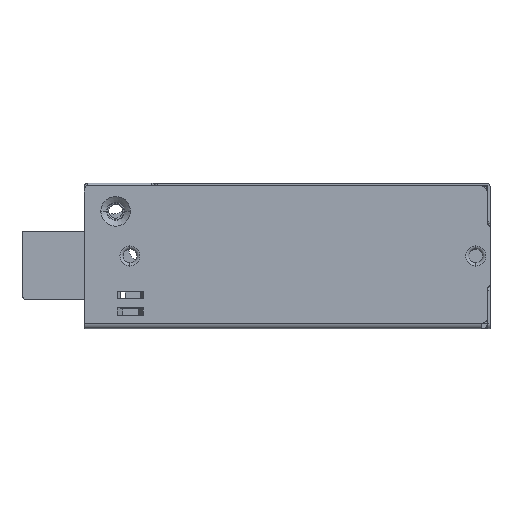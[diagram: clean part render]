
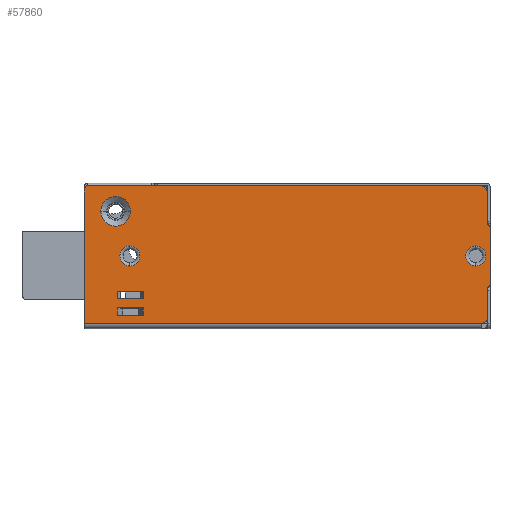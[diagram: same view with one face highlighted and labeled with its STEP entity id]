
A CAD part, front view. The second image highlights one B-rep face of the part: STEP entity #57860.
In plain terms, the highlighted planar face has unit normal (0, -1, 0).
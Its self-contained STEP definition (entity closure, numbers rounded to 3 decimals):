
#46270=CARTESIAN_POINT('',(12.36,44.812,-24.98)
);
#46280=VERTEX_POINT('',#46270);
#46310=CARTESIAN_POINT('',(12.36,44.812,-26.38)
);
#46320=DIRECTION('',(0.,0.,1.));
#46330=VECTOR('',#46320,1.);
#46340=LINE('',#46310,#46330);
#46350=CARTESIAN_POINT('',(12.36,44.812,-26.38)
);
#46360=VERTEX_POINT('',#46350);
#46370=EDGE_CURVE('',#46360,#46280,#46340,.T.);
#47370=CARTESIAN_POINT('',(7.36,44.812,-26.38)
);
#47380=VERTEX_POINT('',#47370);
#47410=CARTESIAN_POINT('',(7.36,44.812,-24.98)
);
#47420=DIRECTION('',(0.,0.,-1.));
#47430=VECTOR('',#47420,1.);
#47440=LINE('',#47410,#47430);
#47450=CARTESIAN_POINT('',(7.36,44.812,-24.98)
);
#47460=VERTEX_POINT('',#47450);
#47470=EDGE_CURVE('',#47460,#47380,#47440,.T.);
#50970=CARTESIAN_POINT('',(79.01,44.812,-20.5));
#50980=VERTEX_POINT('',#50970);
#51010=CARTESIAN_POINT('',(79.01,44.812,-9.5));
#51020=DIRECTION('',(0.,0.,-1.));
#51030=VECTOR('',#51020,1.);
#51040=LINE('',#51010,#51030);
#51050=CARTESIAN_POINT('',(79.01,44.812,-9.5));
#51060=VERTEX_POINT('',#51050);
#51070=EDGE_CURVE('',#51060,#50980,#51040,.T.);
#51290=CARTESIAN_POINT('',(78.51,44.812,-21.));
#51300=VERTEX_POINT('',#51290);
#51330=CARTESIAN_POINT('',(78.51,44.812,-20.5));
#51340=DIRECTION('',(0.,-1.,-0.));
#51350=DIRECTION('',(0.,0.,-1.));
#51360=AXIS2_PLACEMENT_3D('',#51330,#51340,#51350);
#51370=CIRCLE('',#51360,0.5);
#51380=EDGE_CURVE('',#51300,#50980,#51370,.T.);
#51490=CARTESIAN_POINT('',(78.51,44.812,-21.));
#51500=DIRECTION('',(0.,0.,-1.));
#51510=VECTOR('',#51500,1.);
#51520=LINE('',#51490,#51510);
#51530=CARTESIAN_POINT('',(78.51,44.812,-26.9));
#51540=VERTEX_POINT('',#51530);
#51550=EDGE_CURVE('',#51300,#51540,#51520,.T.);
#51980=CARTESIAN_POINT('',(77.51,44.812,-26.9));
#51990=DIRECTION('',(0.,-1.,0.));
#52000=DIRECTION('',(0.,0.,-1.));
#52010=AXIS2_PLACEMENT_3D('',#51980,#51990,#52000);
#52020=CIRCLE('',#52010,1.);
#52030=CARTESIAN_POINT('',(77.51,44.812,-27.9));
#52040=VERTEX_POINT('',#52030);
#52050=EDGE_CURVE('',#52040,#51540,#52020,.T.);
#52340=CARTESIAN_POINT('',(77.41,44.812,-27.9));
#52350=VERTEX_POINT('',#52340);
#52380=CARTESIAN_POINT('',(77.51,44.812,-27.9));
#52390=DIRECTION('',(-1.,0.,0.));
#52400=VECTOR('',#52390,1.);
#52410=LINE('',#52380,#52400);
#52420=EDGE_CURVE('',#52040,#52350,#52410,.T.);
#55330=CARTESIAN_POINT('',(1.01,44.812,-2.5));
#55340=VERTEX_POINT('',#55330);
#55370=CARTESIAN_POINT('',(1.01,44.812,-27.9));
#55380=DIRECTION('',(0.,0.,1.));
#55390=VECTOR('',#55380,1.);
#55400=LINE('',#55370,#55390);
#55410=CARTESIAN_POINT('',(1.01,44.812,-27.9));
#55420=VERTEX_POINT('',#55410);
#55430=EDGE_CURVE('',#55420,#55340,#55400,.T.);
#55770=CARTESIAN_POINT('',(2.51,44.812,-2.5));
#55780=DIRECTION('',(0.,-1.,0.));
#55790=DIRECTION('',(-0.745,0.,0.667));
#55800=AXIS2_PLACEMENT_3D('',#55770,#55780,#55790);
#55810=CIRCLE('',#55800,1.5);
#55820=CARTESIAN_POINT('',(1.392,44.812,-1.5));
#55830=VERTEX_POINT('',#55820);
#55840=EDGE_CURVE('',#55830,#55340,#55810,.T.);
#56330=CARTESIAN_POINT('',(77.01,44.812,-1.5));
#56340=VERTEX_POINT('',#56330);
#56370=CARTESIAN_POINT('',(1.392,44.812,-1.5));
#56380=DIRECTION('',(1.,0.,0.));
#56390=VECTOR('',#56380,1.);
#56400=LINE('',#56370,#56390);
#56410=EDGE_CURVE('',#55830,#56340,#56400,.T.);
#56460=CARTESIAN_POINT('',(59.096,44.812,-77.942)
);
#56470=DIRECTION('',(0.,-1.,0.));
#56480=DIRECTION('',(-1.,0.,0.));
#56490=AXIS2_PLACEMENT_3D('',#56460,#56470,#56480);
#56500=PLANE('',#56490);
#56510=ORIENTED_EDGE('',*,*,#55430,.F.);
#56520=ORIENTED_EDGE('',*,*,#55840,.T.);
#56530=ORIENTED_EDGE('',*,*,#56410,.F.);
#56540=CARTESIAN_POINT('',(77.01,44.812,-3.));
#56550=DIRECTION('',(0.,-1.,0.));
#56560=DIRECTION('',(1.,0.,0.));
#56570=AXIS2_PLACEMENT_3D('',#56540,#56550,#56560);
#56580=CIRCLE('',#56570,1.5);
#56590=CARTESIAN_POINT('',(78.51,44.812,-3.));
#56600=VERTEX_POINT('',#56590);
#56610=EDGE_CURVE('',#56600,#56340,#56580,.T.);
#56620=ORIENTED_EDGE('',*,*,#56610,.T.);
#56630=CARTESIAN_POINT('',(78.51,44.812,-3.));
#56640=DIRECTION('',(0.,0.,-1.));
#56650=VECTOR('',#56640,1.);
#56660=LINE('',#56630,#56650);
#56670=CARTESIAN_POINT('',(78.51,44.812,-9.));
#56680=VERTEX_POINT('',#56670);
#56690=EDGE_CURVE('',#56600,#56680,#56660,.T.);
#56700=ORIENTED_EDGE('',*,*,#56690,.F.);
#56710=CARTESIAN_POINT('',(78.51,44.812,-9.5));
#56720=DIRECTION('',(0.,-1.,0.));
#56730=DIRECTION('',(1.,0.,0.));
#56740=AXIS2_PLACEMENT_3D('',#56710,#56720,#56730);
#56750=CIRCLE('',#56740,0.5);
#56760=EDGE_CURVE('',#51060,#56680,#56750,.T.);
#56770=ORIENTED_EDGE('',*,*,#56760,.T.);
#56780=ORIENTED_EDGE('',*,*,#51070,.F.);
#56790=ORIENTED_EDGE('',*,*,#51380,.T.);
#56800=ORIENTED_EDGE('',*,*,#51550,.F.);
#56810=ORIENTED_EDGE('',*,*,#52050,.T.);
#56820=ORIENTED_EDGE('',*,*,#52420,.F.);
#56830=CARTESIAN_POINT('',(77.41,44.812,-27.9));
#56840=DIRECTION('',(-1.,0.,0.));
#56850=VECTOR('',#56840,1.);
#56860=LINE('',#56830,#56850);
#56870=EDGE_CURVE('',#52350,#55420,#56860,.T.);
#56880=ORIENTED_EDGE('',*,*,#56870,.F.);
#56890=EDGE_LOOP('',(#56880,#56820,#56810,#56800,#56790,#56780,#56770,
#56700,#56620,#56530,#56520,#56510));
#56900=FACE_OUTER_BOUND('',#56890,.T.);
#56910=CARTESIAN_POINT('',(9.76,44.812,-15.));
#56920=DIRECTION('',(-0.,1.,0.));
#56930=DIRECTION('',(0.,0.,1.));
#56940=AXIS2_PLACEMENT_3D('',#56910,#56920,#56930);
#56950=CIRCLE('',#56940,1.925);
#56960=CARTESIAN_POINT('',(9.76,44.812,-13.075));
#56970=VERTEX_POINT('',#56960);
#56980=CARTESIAN_POINT('',(9.76,44.812,-16.925));
#56990=VERTEX_POINT('',#56980);
#57000=EDGE_CURVE('',#56970,#56990,#56950,.T.);
#57010=ORIENTED_EDGE('',*,*,#57000,.T.);
#57020=EDGE_CURVE('',#56990,#56970,#56950,.T.);
#57030=ORIENTED_EDGE('',*,*,#57020,.T.);
#57040=EDGE_LOOP('',(#57030,#57010));
#57050=FACE_BOUND('',#57040,.T.);
#57060=CARTESIAN_POINT('',(12.36,44.812,-26.38)
);
#57070=DIRECTION('',(-1.,0.,0.));
#57080=VECTOR('',#57070,1.);
#57090=LINE('',#57060,#57080);
#57100=EDGE_CURVE('',#46360,#47380,#57090,.T.);
#57110=ORIENTED_EDGE('',*,*,#57100,.T.);
#57120=ORIENTED_EDGE('',*,*,#46370,.F.);
#57130=CARTESIAN_POINT('',(7.36,44.812,-24.98)
);
#57140=DIRECTION('',(1.,0.,0.));
#57150=VECTOR('',#57140,1.);
#57160=LINE('',#57130,#57150);
#57170=EDGE_CURVE('',#47460,#46280,#57160,.T.);
#57180=ORIENTED_EDGE('',*,*,#57170,.T.);
#57190=ORIENTED_EDGE('',*,*,#47470,.F.);
#57200=EDGE_LOOP('',(#57190,#57180,#57120,#57110));
#57210=FACE_BOUND('',#57200,.T.);
#57220=CARTESIAN_POINT('',(7.36,44.812,-21.8)
);
#57230=DIRECTION('',(1.,0.,0.));
#57240=VECTOR('',#57230,1.);
#57250=LINE('',#57220,#57240);
#57260=CARTESIAN_POINT('',(7.36,44.812,-21.8)
);
#57270=VERTEX_POINT('',#57260);
#57280=CARTESIAN_POINT('',(12.36,44.812,-21.8)
);
#57290=VERTEX_POINT('',#57280);
#57300=EDGE_CURVE('',#57270,#57290,#57250,.T.);
#57310=ORIENTED_EDGE('',*,*,#57300,.T.);
#57320=CARTESIAN_POINT('',(7.36,44.812,-21.8)
);
#57330=DIRECTION('',(0.,0.,-1.));
#57340=VECTOR('',#57330,1.);
#57350=LINE('',#57320,#57340);
#57360=CARTESIAN_POINT('',(7.36,44.812,-23.2))
;
#57370=VERTEX_POINT('',#57360);
#57380=EDGE_CURVE('',#57270,#57370,#57350,.T.);
#57390=ORIENTED_EDGE('',*,*,#57380,.F.);
#57400=CARTESIAN_POINT('',(12.36,44.812,-23.2)
);
#57410=DIRECTION('',(-1.,0.,0.));
#57420=VECTOR('',#57410,1.);
#57430=LINE('',#57400,#57420);
#57440=CARTESIAN_POINT('',(12.36,44.812,-23.2)
);
#57450=VERTEX_POINT('',#57440);
#57460=EDGE_CURVE('',#57450,#57370,#57430,.T.);
#57470=ORIENTED_EDGE('',*,*,#57460,.T.);
#57480=CARTESIAN_POINT('',(12.36,44.812,-23.2)
);
#57490=DIRECTION('',(0.,0.,1.));
#57500=VECTOR('',#57490,1.);
#57510=LINE('',#57480,#57500);
#57520=EDGE_CURVE('',#57450,#57290,#57510,.T.);
#57530=ORIENTED_EDGE('',*,*,#57520,.F.);
#57540=EDGE_LOOP('',(#57530,#57470,#57390,#57310));
#57550=FACE_BOUND('',#57540,.T.);
#57560=CARTESIAN_POINT('',(7.01,44.812,-6.41)
);
#57570=DIRECTION('',(0.,1.,0.));
#57580=DIRECTION('',(1.,0.,0.));
#57590=AXIS2_PLACEMENT_3D('',#57560,#57570,#57580);
#57600=CIRCLE('',#57590,2.85);
#57610=CARTESIAN_POINT('',(9.86,44.812,-6.41)
);
#57620=VERTEX_POINT('',#57610);
#57630=CARTESIAN_POINT('',(4.16,44.812,-6.41)
);
#57640=VERTEX_POINT('',#57630);
#57650=EDGE_CURVE('',#57620,#57640,#57600,.T.);
#57660=ORIENTED_EDGE('',*,*,#57650,.T.);
#57670=EDGE_CURVE('',#57640,#57620,#57600,.T.);
#57680=ORIENTED_EDGE('',*,*,#57670,.T.);
#57690=EDGE_LOOP('',(#57680,#57660));
#57700=FACE_BOUND('',#57690,.T.);
#57710=CARTESIAN_POINT('',(76.26,44.812,-15.));
#57720=DIRECTION('',(0.,1.,0.));
#57730=DIRECTION('',(0.,0.,1.));
#57740=AXIS2_PLACEMENT_3D('',#57710,#57720,#57730);
#57750=CIRCLE('',#57740,1.925);
#57760=CARTESIAN_POINT('',(76.26,44.812,-13.075));
#57770=VERTEX_POINT('',#57760);
#57780=CARTESIAN_POINT('',(76.26,44.812,-16.925));
#57790=VERTEX_POINT('',#57780);
#57800=EDGE_CURVE('',#57770,#57790,#57750,.T.);
#57810=ORIENTED_EDGE('',*,*,#57800,.T.);
#57820=EDGE_CURVE('',#57790,#57770,#57750,.T.);
#57830=ORIENTED_EDGE('',*,*,#57820,.T.);
#57840=EDGE_LOOP('',(#57830,#57810));
#57850=FACE_BOUND('',#57840,.T.);
#57860=ADVANCED_FACE('',(#56900,#57050,#57210,#57550,#57700,#57850),
#56500,.T.);
